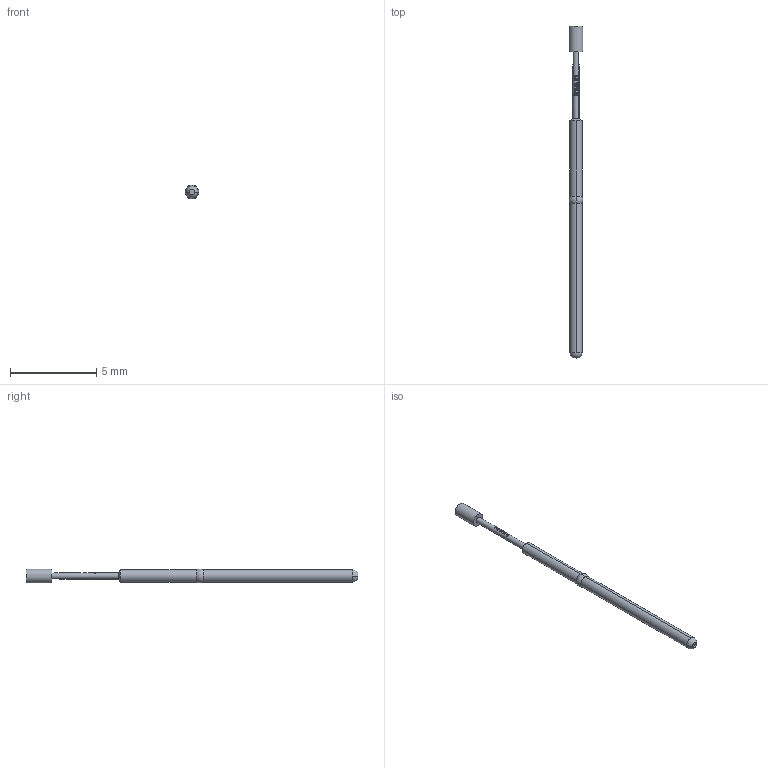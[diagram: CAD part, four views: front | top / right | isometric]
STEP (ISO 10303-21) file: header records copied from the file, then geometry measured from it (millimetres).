
FILE_DESCRIPTION (( 'STEP AP203' ), '1' );
FILE_NAME ('INGUN_GKS-080_303_080_A_xx05_E.STEP', '2021-09-30T05:47:10', ( 'ochi' ), ( '' ), 'SwSTEP 2.0', 'SolidWorks 2018', '' );
FILE_SCHEMA (( 'CONFIG_CONTROL_DESIGN' ));
Length unit declared in the file: millimetre
Products named in the file (1): INGUN_GKS-080_303_080_A_xx05_E
Bounding box: 0.8 x 19.3 x 0.8 mm (x, y, z)
Volume: 6.4 mm3; surface area: 40.2 mm2
Topology: 1 solids, 1 shells, 79 faces, 212 edges, 137 vertices
Faces by surface type: bspline 34, plane 20, cylinder 17, cone 4, torus 2, sphere 2
Entity records: 2867 total; most frequent: CARTESIAN_POINT 1223, ORIENTED_EDGE 416, EDGE_CURVE 208, DIRECTION 172, B_SPLINE_CURVE_WITH_KNOTS 160, VERTEX_POINT 137, EDGE_LOOP 85, FACE_OUTER_BOUND 79
